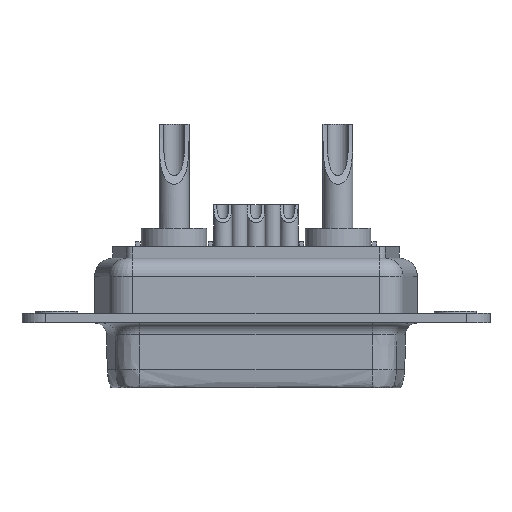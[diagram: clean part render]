
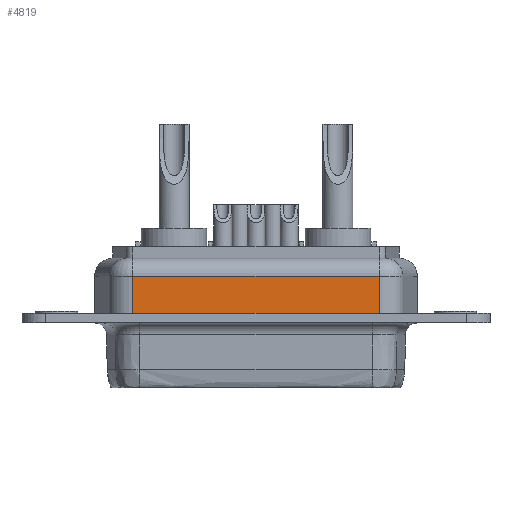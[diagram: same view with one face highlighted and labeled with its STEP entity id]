
A CAD part, front view. The second image highlights one B-rep face of the part: STEP entity #4819.
In plain terms, the highlighted planar face has unit normal (0, -1, 0).
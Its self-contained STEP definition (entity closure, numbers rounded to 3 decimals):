
#99 = EDGE_LOOP ( 'NONE', ( #6437, #3964, #6104, #4894 ) ) ;
#118 = CARTESIAN_POINT ( 'NONE',  ( -10.315, -5.36, 10.8 ) ) ;
#199 = LINE ( 'NONE', #118, #3897 ) ;
#550 = CARTESIAN_POINT ( 'NONE',  ( -10.315, -5.36, 10.8 ) ) ;
#983 = CARTESIAN_POINT ( 'NONE',  ( 10.315, -5.36, 10.8 ) ) ;
#1079 = LINE ( 'NONE', #7047, #1390 ) ;
#1140 = FACE_OUTER_BOUND ( 'NONE', #99, .T. ) ;
#1263 = CARTESIAN_POINT ( 'NONE',  ( -10.315, -5.36, 9.3 ) ) ;
#1273 = CARTESIAN_POINT ( 'NONE',  ( 10.315, -5.36, 6.2 ) ) ;
#1390 = VECTOR ( 'NONE', #4124, 1000. ) ;
#1992 = CARTESIAN_POINT ( 'NONE',  ( 10.315, -5.36, 9.3 ) ) ;
#2407 = DIRECTION ( 'NONE',  ( -1., 0., 0. ) ) ;
#2497 = DIRECTION ( 'NONE',  ( 1., 0., 0. ) ) ;
#2581 = EDGE_CURVE ( 'NONE', #7379, #5574, #199, .T. ) ;
#2809 = EDGE_CURVE ( 'NONE', #7296, #6297, #5710, .T. ) ;
#2969 = DIRECTION ( 'NONE',  ( 0., -1., 0. ) ) ;
#3551 = PLANE ( 'NONE',  #3801 ) ;
#3801 = AXIS2_PLACEMENT_3D ( 'NONE', #550, #2969, #2497 ) ;
#3897 = VECTOR ( 'NONE', #7361, 1000. ) ;
#3964 = ORIENTED_EDGE ( 'NONE', *, *, #7689, .T. ) ;
#4124 = DIRECTION ( 'NONE',  ( -1., 0., 0. ) ) ;
#4153 = EDGE_CURVE ( 'NONE', #6297, #5574, #1079, .T. ) ;
#4819 = ADVANCED_FACE ( 'NONE', ( #1140 ), #3551, .T. ) ;
#4894 = ORIENTED_EDGE ( 'NONE', *, *, #4153, .F. ) ;
#5574 = VERTEX_POINT ( 'NONE', #6502 ) ;
#5710 = LINE ( 'NONE', #983, #5777 ) ;
#5748 = CARTESIAN_POINT ( 'NONE',  ( -10.315, -5.36, 9.3 ) ) ;
#5777 = VECTOR ( 'NONE', #6873, 1000. ) ;
#6104 = ORIENTED_EDGE ( 'NONE', *, *, #2581, .T. ) ;
#6296 = VECTOR ( 'NONE', #2407, 1000. ) ;
#6297 = VERTEX_POINT ( 'NONE', #1273 ) ;
#6437 = ORIENTED_EDGE ( 'NONE', *, *, #2809, .F. ) ;
#6502 = CARTESIAN_POINT ( 'NONE',  ( -10.315, -5.36, 6.2 ) ) ;
#6873 = DIRECTION ( 'NONE',  ( 0., 0., -1. ) ) ;
#7047 = CARTESIAN_POINT ( 'NONE',  ( -17.57, -5.36, 6.2 ) ) ;
#7271 = LINE ( 'NONE', #1263, #6296 ) ;
#7296 = VERTEX_POINT ( 'NONE', #1992 ) ;
#7361 = DIRECTION ( 'NONE',  ( 0., 0., -1. ) ) ;
#7379 = VERTEX_POINT ( 'NONE', #5748 ) ;
#7689 = EDGE_CURVE ( 'NONE', #7296, #7379, #7271, .T. ) ;
